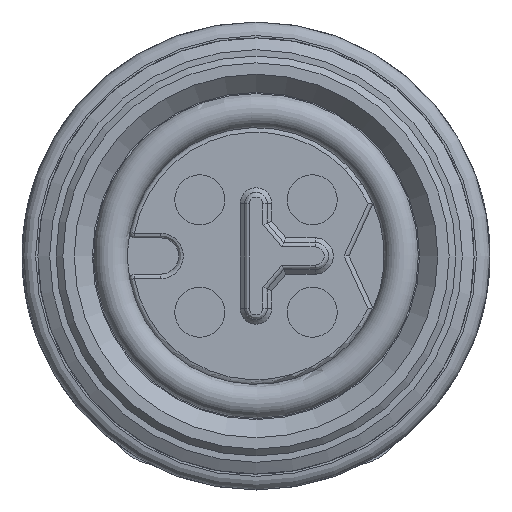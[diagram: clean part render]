
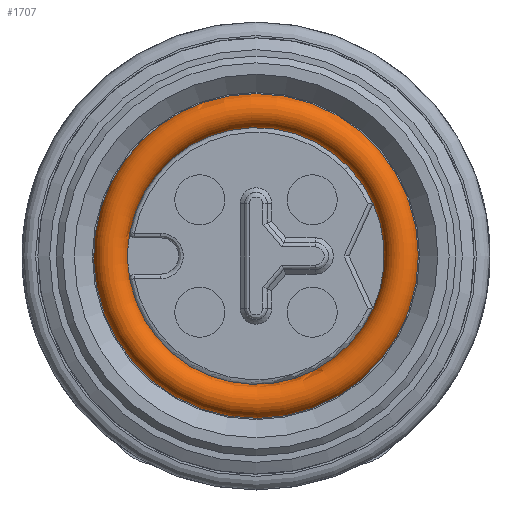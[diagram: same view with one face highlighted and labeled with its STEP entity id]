
A CAD part, front view. The second image highlights one B-rep face of the part: STEP entity #1707.
In plain terms, the highlighted toroidal (fillet/blend) face has major radius 3.2 mm and minor radius 0.375 mm.
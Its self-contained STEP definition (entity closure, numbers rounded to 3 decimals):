
#159=TOROIDAL_SURFACE('',#6937,3.2,0.375);
#1707=ADVANCED_FACE('',(#2126,#2127),#159,.T.);
#2126=FACE_BOUND('',#2475,.T.);
#2127=FACE_BOUND('',#2476,.T.);
#2475=EDGE_LOOP('',(#3704,#3705,#3706,#3707));
#2476=EDGE_LOOP('',(#3708));
#3704=ORIENTED_EDGE('',*,*,#5640,.T.);
#3705=ORIENTED_EDGE('',*,*,#5639,.F.);
#3706=ORIENTED_EDGE('',*,*,#5638,.T.);
#3707=ORIENTED_EDGE('',*,*,#5637,.F.);
#3708=ORIENTED_EDGE('',*,*,#5641,.T.);
#4870=VERTEX_POINT('',#11367);
#4872=VERTEX_POINT('',#11373);
#4875=VERTEX_POINT('',#11385);
#4876=VERTEX_POINT('',#11389);
#4877=VERTEX_POINT('',#11401);
#5637=EDGE_CURVE('',#4875,#4870,#6301,.T.);
#5638=EDGE_CURVE('',#4872,#4870,#6302,.T.);
#5639=EDGE_CURVE('',#4872,#4876,#6303,.T.);
#5640=EDGE_CURVE('',#4875,#4876,#6304,.T.);
#5641=EDGE_CURVE('',#4877,#4877,#6305,.T.);
#6301=CIRCLE('',#6928,2.825);
#6302=CIRCLE('',#6930,2.825);
#6303=CIRCLE('',#6932,2.825);
#6304=CIRCLE('',#6934,2.825);
#6305=CIRCLE('',#6936,3.574);
#6928=AXIS2_PLACEMENT_3D('',#11392,#8363,#8364);
#6930=AXIS2_PLACEMENT_3D('',#11394,#8367,#8368);
#6932=AXIS2_PLACEMENT_3D('',#11396,#8371,#8372);
#6934=AXIS2_PLACEMENT_3D('',#11398,#8375,#8376);
#6936=AXIS2_PLACEMENT_3D('',#11400,#8379,#8380);
#6937=AXIS2_PLACEMENT_3D('',#11402,#8381,#8382);
#8363=DIRECTION('',(0.,-1.,0.));
#8364=DIRECTION('',(1.,0.,0.));
#8367=DIRECTION('',(0.,1.,0.));
#8368=DIRECTION('',(-1.,0.,0.));
#8371=DIRECTION('',(0.,-1.,0.));
#8372=DIRECTION('',(1.,0.,0.));
#8375=DIRECTION('',(0.,1.,0.));
#8376=DIRECTION('',(-1.,0.,0.));
#8379=DIRECTION('',(0.,-1.,0.));
#8380=DIRECTION('',(0.,0.,1.));
#8381=DIRECTION('',(0.,1.,0.));
#8382=DIRECTION('',(-1.,0.,0.));
#11367=CARTESIAN_POINT('',(102.898,-8.25,-0.518));
#11373=CARTESIAN_POINT('',(108.252,-8.25,-1.157));
#11385=CARTESIAN_POINT('',(102.898,-8.25,0.518));
#11389=CARTESIAN_POINT('',(108.252,-8.25,1.157));
#11392=CARTESIAN_POINT('',(105.675,-8.25,0.));
#11394=CARTESIAN_POINT('',(105.675,-8.25,0.));
#11396=CARTESIAN_POINT('',(105.675,-8.25,0.));
#11398=CARTESIAN_POINT('',(105.675,-8.25,0.));
#11400=CARTESIAN_POINT('',(105.675,-8.275,0.));
#11401=CARTESIAN_POINT('',(105.675,-8.275,3.574));
#11402=CARTESIAN_POINT('',(105.675,-8.25,0.));
